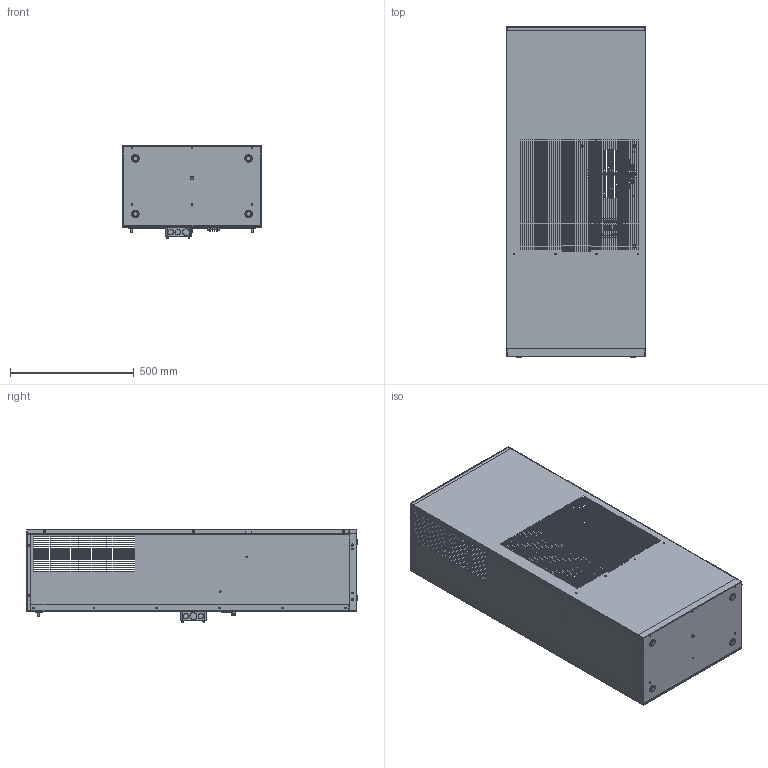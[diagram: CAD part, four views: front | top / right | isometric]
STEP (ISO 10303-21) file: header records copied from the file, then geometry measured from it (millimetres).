
FILE_DESCRIPTION((''),'2;1');
FILE_NAME('STEP-K3NA6C18DP53L.stp', '2016-01-29T14:35:29',('User'),('SDRC'),'I-DEAS Master Series 9','UNIX', 'Yes');
FILE_SCHEMA(('CONFIG_CONTROL_DESIGN', 'GEOMETRIC_VALIDATION_PROPERTIES_MIM','SHAPE_APPEARANCE_LAYER_MIM'));
Length unit declared in the file: inch
Bounding box: 562.36 x 1336.65 x 375.27 mm (x, y, z)
Volume: 3820584.9 mm3; surface area: 6437795.9 mm2
Topology: 82 solids, 82 shells, 4707 faces, 12624 edges, 8290 vertices
Faces by surface type: bspline 4707
Entity records: 159369 total; most frequent: CARTESIAN_POINT 66816, ORIENTED_EDGE 25208, OVER_RIDING_STYLED_ITEM 13331, EDGE_CURVE 12604, QUASI_UNIFORM_CURVE 9325, VERTEX_POINT 8290, EDGE_LOOP 6580, FACE_OUTER_BOUND 4707
